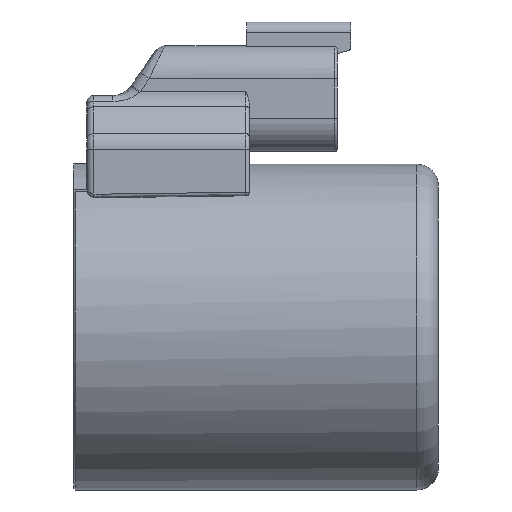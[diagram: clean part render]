
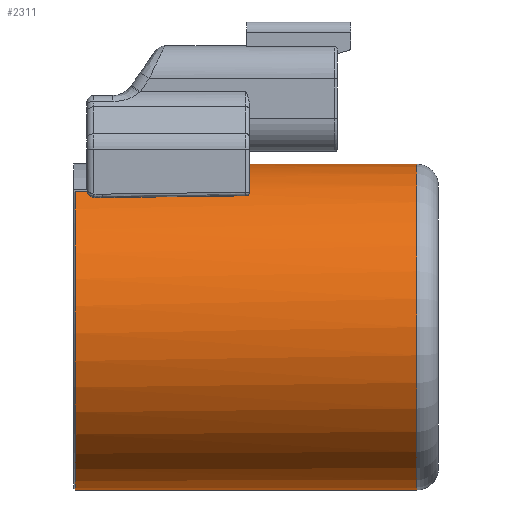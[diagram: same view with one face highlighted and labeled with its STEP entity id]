
A CAD part, left-side view. The second image highlights one B-rep face of the part: STEP entity #2311.
In plain terms, the highlighted cylindrical face has radius 22.5 mm (diameter 45 mm), a partial arc.
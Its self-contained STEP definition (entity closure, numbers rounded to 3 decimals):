
#11 = LINE ( 'NONE', #5750, #3776 ) ;
#71 = CARTESIAN_POINT ( 'NONE',  ( -8.676, 30.416, 20.761 ) ) ;
#155 = ORIENTED_EDGE ( 'NONE', *, *, #4056, .F. ) ;
#244 = CARTESIAN_POINT ( 'NONE',  ( -12.201, 31.44, 18.905 ) ) ;
#311 = CARTESIAN_POINT ( 'NONE',  ( -12.269, 31.557, 18.861 ) ) ;
#367 = CARTESIAN_POINT ( 'NONE',  ( -6.343, 25.298, 21.588 ) ) ;
#390 = CARTESIAN_POINT ( 'NONE',  ( -8.097, 29.11, 20.993 ) ) ;
#476 = ORIENTED_EDGE ( 'NONE', *, *, #6253, .T. ) ;
#627 = DIRECTION ( 'NONE',  ( 0., 0., -1. ) ) ;
#642 = AXIS2_PLACEMENT_3D ( 'NONE', #5844, #6951, #4081 ) ;
#697 = CIRCLE ( 'NONE', #7068, 22.5 ) ;
#731 = CARTESIAN_POINT ( 'NONE',  ( 0., -4., -22.5 ) ) ;
#1070 = VERTEX_POINT ( 'NONE', #2014 ) ;
#1174 = CARTESIAN_POINT ( 'NONE',  ( -8.165, 29.736, 20.966 ) ) ;
#1265 = ORIENTED_EDGE ( 'NONE', *, *, #6626, .T. ) ;
#1475 = EDGE_CURVE ( 'NONE', #1070, #4071, #5003, .T. ) ;
#1491 = EDGE_CURVE ( 'NONE', #3318, #6001, #4316, .T. ) ;
#1518 = DIRECTION ( 'NONE',  ( 0., 1., 0. ) ) ;
#1542 = EDGE_CURVE ( 'NONE', #1637, #6351, #11, .T. ) ;
#1637 = VERTEX_POINT ( 'NONE', #4857 ) ;
#1676 = ORIENTED_EDGE ( 'NONE', *, *, #4658, .T. ) ;
#1709 = CARTESIAN_POINT ( 'NONE',  ( -8.911, 30.5, 20.662 ) ) ;
#1716 = ORIENTED_EDGE ( 'NONE', *, *, #6893, .T. ) ;
#1731 = CARTESIAN_POINT ( 'NONE',  ( -9.145, 30.5, 20.557 ) ) ;
#1973 = CARTESIAN_POINT ( 'NONE',  ( -10.995, 30.546, 19.633 ) ) ;
#2011 = CARTESIAN_POINT ( 'NONE',  ( -4.719, 23.775, 22.004 ) ) ;
#2014 = CARTESIAN_POINT ( 'NONE',  ( 0., 46.2, -22.5 ) ) ;
#2036 = CARTESIAN_POINT ( 'NONE',  ( 0., -4., 0. ) ) ;
#2174 = EDGE_CURVE ( 'NONE', #4646, #1070, #4190, .T. ) ;
#2311 = ADVANCED_FACE ( 'NONE', ( #5835 ), #5071, .T. ) ;
#2315 = ORIENTED_EDGE ( 'NONE', *, *, #1491, .T. ) ;
#2566 = CARTESIAN_POINT ( 'NONE',  ( -2.48, 22.68, 22.364 ) ) ;
#2588 = CARTESIAN_POINT ( 'NONE',  ( -7.509, 27.195, 21.21 ) ) ;
#2800 = CARTESIAN_POINT ( 'NONE',  ( -12.5, 32.5, 18.708 ) ) ;
#3063 = CARTESIAN_POINT ( 'NONE',  ( -10.753, 30.5, 19.766 ) ) ;
#3073 = CARTESIAN_POINT ( 'NONE',  ( -3.863, 23.25, 22.17 ) ) ;
#3101 = CARTESIAN_POINT ( 'NONE',  ( -5.843, 24.742, 21.729 ) ) ;
#3121 = CARTESIAN_POINT ( 'NONE',  ( -7.781, 27.9, 21.112 ) ) ;
#3156 = CARTESIAN_POINT ( 'NONE',  ( 0., 46.2, 0. ) ) ;
#3171 = CARTESIAN_POINT ( 'NONE',  ( -2.718, 22.759, 22.337 ) ) ;
#3236 = VERTEX_POINT ( 'NONE', #3931 ) ;
#3287 = CIRCLE ( 'NONE', #642, 22.5 ) ;
#3290 = B_SPLINE_CURVE_WITH_KNOTS ( 'NONE', 3,
 ( #3909, #1174, #6692, #6664, #3339, #71, #1709, #1731 ),
 .UNSPECIFIED., .F., .F.,
 ( 4, 2, 2, 4 ),
 ( 0., 0., 0.001, 0.002 ),
 .UNSPECIFIED. ) ;
#3318 = VERTEX_POINT ( 'NONE', #6785 ) ;
#3339 = CARTESIAN_POINT ( 'NONE',  ( -8.4, 30.178, 20.873 ) ) ;
#3379 = ORIENTED_EDGE ( 'NONE', *, *, #1542, .F. ) ;
#3596 = CARTESIAN_POINT ( 'NONE',  ( -11.77, 30.95, 19.176 ) ) ;
#3629 = CARTESIAN_POINT ( 'NONE',  ( -5.116, 24.073, 21.914 ) ) ;
#3654 = CARTESIAN_POINT ( 'NONE',  ( -6.799, 25.889, 21.45 ) ) ;
#3679 = CARTESIAN_POINT ( 'NONE',  ( -7.998, 28.621, 21.031 ) ) ;
#3713 = DIRECTION ( 'NONE',  ( 0., 0., -1. ) ) ;
#3776 = VECTOR ( 'NONE', #6969, 1000. ) ;
#3909 = CARTESIAN_POINT ( 'NONE',  ( -8.151, 29.609, 20.972 ) ) ;
#3931 = CARTESIAN_POINT ( 'NONE',  ( -9.145, 30.5, 20.557 ) ) ;
#4056 = EDGE_CURVE ( 'NONE', #6351, #4071, #697, .T. ) ;
#4071 = VERTEX_POINT ( 'NONE', #6145 ) ;
#4081 = DIRECTION ( 'NONE',  ( 0., 0., 1. ) ) ;
#4121 = CARTESIAN_POINT ( 'NONE',  ( -11.457, 30.739, 19.365 ) ) ;
#4144 = CARTESIAN_POINT ( 'NONE',  ( -10.5, 30.5, 19.9 ) ) ;
#4167 = CARTESIAN_POINT ( 'NONE',  ( -11.958, 31.125, 19.059 ) ) ;
#4179 = CARTESIAN_POINT ( 'NONE',  ( -5.667, 24.568, 21.775 ) ) ;
#4190 = CIRCLE ( 'NONE', #5168, 22.5 ) ;
#4205 = CARTESIAN_POINT ( 'NONE',  ( -7.405, 26.969, 21.247 ) ) ;
#4215 = ORIENTED_EDGE ( 'NONE', *, *, #2174, .T. ) ;
#4228 = CARTESIAN_POINT ( 'NONE',  ( -8.151, 29.609, 20.972 ) ) ;
#4298 = DIRECTION ( 'NONE',  ( 0., -1., 0. ) ) ;
#4301 = B_SPLINE_CURVE_WITH_KNOTS ( 'NONE', 3,
 ( #6395, #5364, #5297, #6491, #7002, #2566, #3171, #7055, #3073, #2011, #3629, #4179, #3101, #6979, #367, #3654, #4787, #4205, #2588, #6439, #3121, #3679, #390, #4228 ),
 .UNSPECIFIED., .F., .F.,
 ( 4, 2, 2, 2, 2, 2, 2, 2, 2, 2, 2, 4 ),
 ( 0.039, 0.04, 0.041, 0.042, 0.043, 0.045, 0.046, 0.046, 0.048, 0.049, 0.049, 0.051 ),
 .UNSPECIFIED. ) ;
#4316 = B_SPLINE_CURVE_WITH_KNOTS ( 'NONE', 3,
 ( #4144, #3063, #1973, #6898, #4121, #5243, #3596, #4167, #6341, #244, #311, #4728, #5822, #4664, #6948, #5795 ),
 .UNSPECIFIED., .F., .F.,
 ( 4, 2, 2, 2, 2, 2, 2, 4 ),
 ( 0., 0.001, 0.001, 0.002, 0.002, 0.003, 0.003, 0.003 ),
 .UNSPECIFIED. ) ;
#4573 = DIRECTION ( 'NONE',  ( 0., -1., 0. ) ) ;
#4646 = VERTEX_POINT ( 'NONE', #4993 ) ;
#4658 = EDGE_CURVE ( 'NONE', #6786, #3236, #3290, .T. ) ;
#4664 = CARTESIAN_POINT ( 'NONE',  ( -12.484, 32.214, 18.719 ) ) ;
#4728 = CARTESIAN_POINT ( 'NONE',  ( -12.382, 31.809, 18.787 ) ) ;
#4787 = CARTESIAN_POINT ( 'NONE',  ( -7.064, 26.307, 21.364 ) ) ;
#4857 = CARTESIAN_POINT ( 'NONE',  ( 0., 22.3, 22.5 ) ) ;
#4875 = EDGE_LOOP ( 'NONE', ( #3379, #476, #1676, #1265, #2315, #1716, #4215, #6840, #155 ) ) ;
#4951 = DIRECTION ( 'NONE',  ( 0., -1., 0. ) ) ;
#4993 = CARTESIAN_POINT ( 'NONE',  ( -12.5, 46.2, 18.708 ) ) ;
#5003 = LINE ( 'NONE', #731, #5155 ) ;
#5071 = CYLINDRICAL_SURFACE ( 'NONE', #6806, 22.5 ) ;
#5155 = VECTOR ( 'NONE', #4573, 1000. ) ;
#5168 = AXIS2_PLACEMENT_3D ( 'NONE', #3156, #4298, #3713 ) ;
#5243 = CARTESIAN_POINT ( 'NONE',  ( -11.67, 30.873, 19.238 ) ) ;
#5297 = CARTESIAN_POINT ( 'NONE',  ( -1.003, 22.346, 22.483 ) ) ;
#5364 = CARTESIAN_POINT ( 'NONE',  ( -0.503, 22.3, 22.5 ) ) ;
#5750 = CARTESIAN_POINT ( 'NONE',  ( 0., -4., 22.5 ) ) ;
#5795 = CARTESIAN_POINT ( 'NONE',  ( -12.5, 32.5, 18.708 ) ) ;
#5822 = CARTESIAN_POINT ( 'NONE',  ( -12.425, 31.941, 18.758 ) ) ;
#5835 = FACE_OUTER_BOUND ( 'NONE', #4875, .T. ) ;
#5844 = CARTESIAN_POINT ( 'NONE',  ( 0., 30.5, 0. ) ) ;
#5881 = DIRECTION ( 'NONE',  ( 0., 0., -1. ) ) ;
#6001 = VERTEX_POINT ( 'NONE', #2800 ) ;
#6125 = CARTESIAN_POINT ( 'NONE',  ( 0., -1., 0. ) ) ;
#6145 = CARTESIAN_POINT ( 'NONE',  ( 0., -1., -22.5 ) ) ;
#6253 = EDGE_CURVE ( 'NONE', #1637, #6786, #4301, .T. ) ;
#6341 = CARTESIAN_POINT ( 'NONE',  ( -12.047, 31.225, 19.004 ) ) ;
#6351 = VERTEX_POINT ( 'NONE', #6630 ) ;
#6395 = CARTESIAN_POINT ( 'NONE',  ( 0., 22.3, 22.5 ) ) ;
#6439 = CARTESIAN_POINT ( 'NONE',  ( -7.697, 27.661, 21.143 ) ) ;
#6484 = VECTOR ( 'NONE', #1518, 1000. ) ;
#6491 = CARTESIAN_POINT ( 'NONE',  ( -1.747, 22.484, 22.433 ) ) ;
#6619 = CARTESIAN_POINT ( 'NONE',  ( -8.151, 29.609, 20.972 ) ) ;
#6626 = EDGE_CURVE ( 'NONE', #3236, #3318, #3287, .T. ) ;
#6630 = CARTESIAN_POINT ( 'NONE',  ( 0., -1., 22.5 ) ) ;
#6664 = CARTESIAN_POINT ( 'NONE',  ( -8.321, 30.08, 20.905 ) ) ;
#6670 = LINE ( 'NONE', #7061, #6484 ) ;
#6692 = CARTESIAN_POINT ( 'NONE',  ( -8.204, 29.858, 20.951 ) ) ;
#6785 = CARTESIAN_POINT ( 'NONE',  ( -10.5, 30.5, 19.9 ) ) ;
#6786 = VERTEX_POINT ( 'NONE', #6619 ) ;
#6806 = AXIS2_PLACEMENT_3D ( 'NONE', #2036, #6937, #5881 ) ;
#6840 = ORIENTED_EDGE ( 'NONE', *, *, #1475, .T. ) ;
#6893 = EDGE_CURVE ( 'NONE', #6001, #4646, #6670, .T. ) ;
#6898 = CARTESIAN_POINT ( 'NONE',  ( -11.343, 30.682, 19.432 ) ) ;
#6937 = DIRECTION ( 'NONE',  ( 0., -1., 0. ) ) ;
#6948 = CARTESIAN_POINT ( 'NONE',  ( -12.5, 32.356, 18.708 ) ) ;
#6951 = DIRECTION ( 'NONE',  ( 0., -1., 0. ) ) ;
#6969 = DIRECTION ( 'NONE',  ( 0., -1., 0. ) ) ;
#6979 = CARTESIAN_POINT ( 'NONE',  ( -6.181, 25.106, 21.635 ) ) ;
#7002 = CARTESIAN_POINT ( 'NONE',  ( -1.995, 22.542, 22.413 ) ) ;
#7055 = CARTESIAN_POINT ( 'NONE',  ( -3.416, 23.029, 22.244 ) ) ;
#7061 = CARTESIAN_POINT ( 'NONE',  ( -12.5, -4., 18.708 ) ) ;
#7068 = AXIS2_PLACEMENT_3D ( 'NONE', #6125, #4951, #627 ) ;
